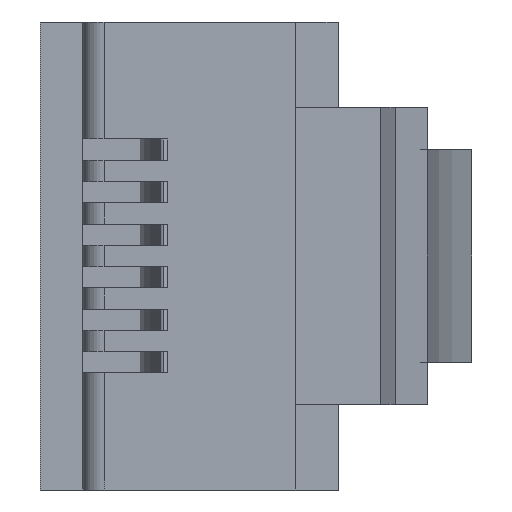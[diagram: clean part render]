
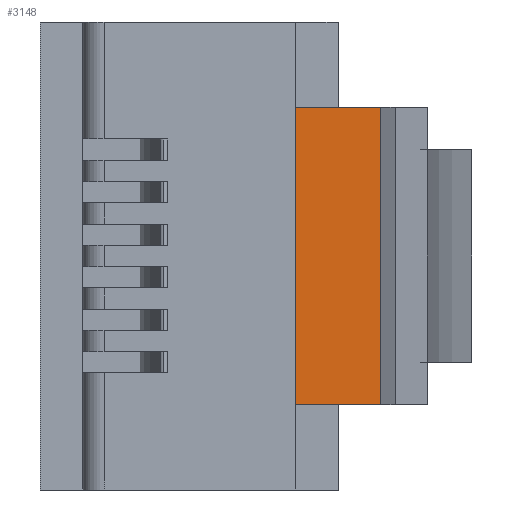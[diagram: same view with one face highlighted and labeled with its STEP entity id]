
A CAD part, left-side view. The second image highlights one B-rep face of the part: STEP entity #3148.
In plain terms, the highlighted face is planar.
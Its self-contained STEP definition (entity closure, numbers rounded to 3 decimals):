
#44 = DIRECTION ( 'NONE',  ( 1., 0., 0. ) ) ;
#67 = DIRECTION ( 'NONE',  ( 0., -1., 0. ) ) ;
#211 = LINE ( 'NONE', #7710, #3553 ) ;
#493 = AXIS2_PLACEMENT_3D ( 'NONE', #6670, #4032, #44 ) ;
#529 = DIRECTION ( 'NONE',  ( 1., 0., 0. ) ) ;
#1014 = EDGE_CURVE ( 'NONE', #2975, #8372, #211, .T. ) ;
#1263 = VECTOR ( 'NONE', #67, 1000. ) ;
#1399 = DIRECTION ( 'NONE',  ( 0., 1., 0. ) ) ;
#1434 = VECTOR ( 'NONE', #529, 1000. ) ;
#1661 = ORIENTED_EDGE ( 'NONE', *, *, #1802, .T. ) ;
#1802 = EDGE_CURVE ( 'NONE', #6812, #2975, #2731, .T. ) ;
#2131 = ORIENTED_EDGE ( 'NONE', *, *, #1014, .T. ) ;
#2366 = EDGE_CURVE ( 'NONE', #8372, #6310, #5945, .T. ) ;
#2651 = PLANE ( 'NONE',  #493 ) ;
#2731 = LINE ( 'NONE', #4727, #3884 ) ;
#2975 = VERTEX_POINT ( 'NONE', #5832 ) ;
#3070 = DIRECTION ( 'NONE',  ( -1., 0., 0. ) ) ;
#3148 = ADVANCED_FACE ( 'NONE', ( #6514 ), #2651, .T. ) ;
#3194 = CARTESIAN_POINT ( 'NONE',  ( -59.825, -1., 1. ) ) ;
#3319 = CARTESIAN_POINT ( 'NONE',  ( -59.825, 1., 1. ) ) ;
#3359 = CARTESIAN_POINT ( 'NONE',  ( -59.825, -1., 1. ) ) ;
#3553 = VECTOR ( 'NONE', #3070, 1000. ) ;
#3884 = VECTOR ( 'NONE', #1399, 1000. ) ;
#4014 = EDGE_LOOP ( 'NONE', ( #7020, #8580, #1661, #2131 ) ) ;
#4032 = DIRECTION ( 'NONE',  ( 0., 0., 1. ) ) ;
#4154 = CARTESIAN_POINT ( 'NONE',  ( -52.825, -1., 1. ) ) ;
#4726 = CARTESIAN_POINT ( 'NONE',  ( -59.825, 1., 1. ) ) ;
#4727 = CARTESIAN_POINT ( 'NONE',  ( -52.825, 1., 1. ) ) ;
#5832 = CARTESIAN_POINT ( 'NONE',  ( -52.825, 1., 1. ) ) ;
#5945 = LINE ( 'NONE', #4726, #1263 ) ;
#6310 = VERTEX_POINT ( 'NONE', #3359 ) ;
#6514 = FACE_OUTER_BOUND ( 'NONE', #4014, .T. ) ;
#6670 = CARTESIAN_POINT ( 'NONE',  ( 0., 0., 1. ) ) ;
#6745 = LINE ( 'NONE', #3194, #1434 ) ;
#6812 = VERTEX_POINT ( 'NONE', #4154 ) ;
#7020 = ORIENTED_EDGE ( 'NONE', *, *, #2366, .T. ) ;
#7668 = EDGE_CURVE ( 'NONE', #6310, #6812, #6745, .T. ) ;
#7710 = CARTESIAN_POINT ( 'NONE',  ( -59.825, 1., 1. ) ) ;
#8372 = VERTEX_POINT ( 'NONE', #3319 ) ;
#8580 = ORIENTED_EDGE ( 'NONE', *, *, #7668, .T. ) ;
